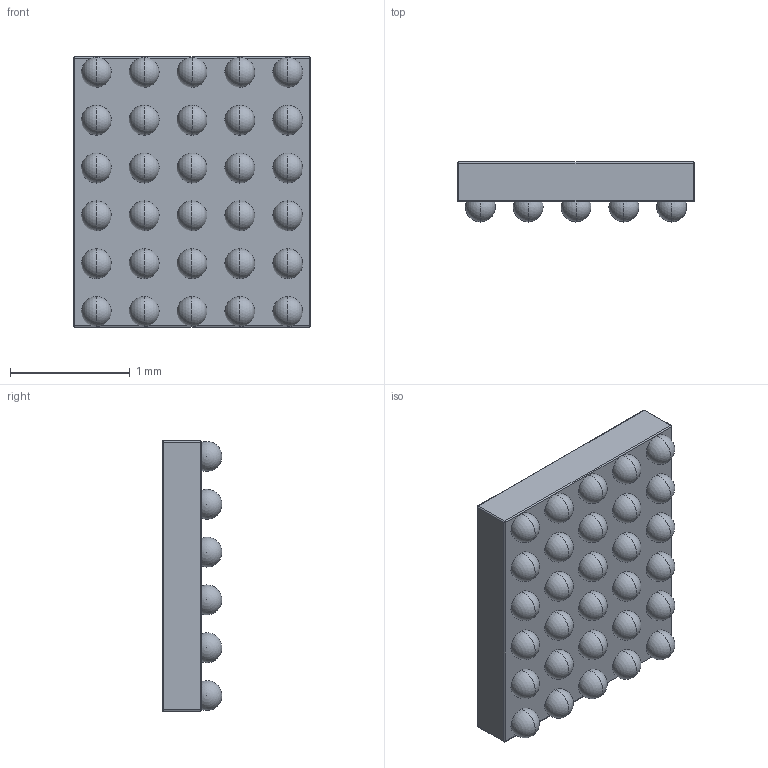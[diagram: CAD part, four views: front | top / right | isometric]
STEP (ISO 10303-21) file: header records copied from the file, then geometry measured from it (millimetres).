
FILE_DESCRIPTION (( 'STEP AP214' ), '1' );
FILE_NAME ('BQ25638YBGR.STEP', '2024-06-10T09:08:36', ( '' ), ( '' ), 'SwSTEP 2.0', 'SolidWorks 2016', '' );
FILE_SCHEMA (( 'AUTOMOTIVE_DESIGN' ));
Length unit declared in the file: millimetre
Products named in the file (1): BQ25638YBGR
Bounding box: 1.98 x 0.5 x 2.26 mm (x, y, z)
Volume: 1.7 mm3; surface area: 17 mm2
Topology: 31 solids, 31 shells, 119 faces, 332 edges, 208 vertices
Faces by surface type: sphere 68, plane 37, cylinder 14
Entity records: 3978 total; most frequent: DIRECTION 562, CARTESIAN_POINT 412, ORIENTED_EDGE 348, AXIS2_PLACEMENT_3D 268, EDGE_CURVE 174, CIRCLE 148, UNCERTAINTY_MEASURE_WITH_UNIT 123, SURFACE_STYLE_USAGE 122
